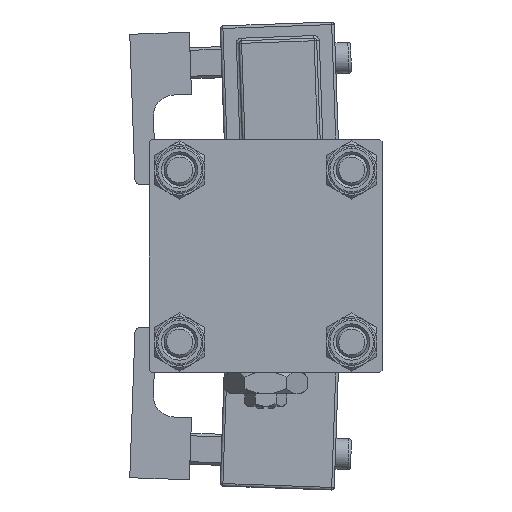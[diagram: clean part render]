
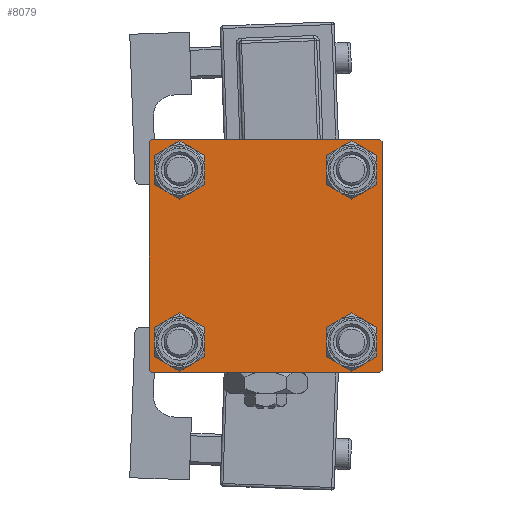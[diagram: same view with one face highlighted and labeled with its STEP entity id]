
A CAD part, left-side view. The second image highlights one B-rep face of the part: STEP entity #8079.
In plain terms, the highlighted planar face has unit normal (-1, 0, 0).
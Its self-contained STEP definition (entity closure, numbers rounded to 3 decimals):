
#520 = DIRECTION ( 'NONE',  ( 0., 0., 1. ) ) ;
#834 = CIRCLE ( 'NONE', #27720, 3.5 ) ;
#2586 = DIRECTION ( 'NONE',  ( 1., 0., 0. ) ) ;
#3328 = LINE ( 'NONE', #21068, #8022 ) ;
#3375 = VECTOR ( 'NONE', #3635, 1000. ) ;
#3514 = VERTEX_POINT ( 'NONE', #12759 ) ;
#3635 = DIRECTION ( 'NONE',  ( 0., -1., 0. ) ) ;
#4296 = AXIS2_PLACEMENT_3D ( 'NONE', #38155, #28302, #46299 ) ;
#4810 = FACE_BOUND ( 'NONE', #29826, .T. ) ;
#4881 = DIRECTION ( 'NONE',  ( 0., 0., 1. ) ) ;
#5066 = EDGE_CURVE ( 'NONE', #47797, #55433, #5313, .T. ) ;
#5077 = EDGE_CURVE ( 'NONE', #14375, #22858, #45211, .T. ) ;
#5313 = CIRCLE ( 'NONE', #12723, 3.5 ) ;
#5372 = FACE_BOUND ( 'NONE', #10288, .T. ) ;
#5449 = DIRECTION ( 'NONE',  ( 0., 0., -1. ) ) ;
#5782 = EDGE_LOOP ( 'NONE', ( #47375, #44130, #12785, #45902, #21060, #48545, #56696, #53775 ) ) ;
#5977 = VERTEX_POINT ( 'NONE', #28476 ) ;
#6014 = DIRECTION ( 'NONE',  ( 1., 0., 0. ) ) ;
#6504 = EDGE_CURVE ( 'NONE', #23050, #41794, #24881, .T. ) ;
#6744 = CIRCLE ( 'NONE', #7637, 3.5 ) ;
#7031 = VERTEX_POINT ( 'NONE', #25534 ) ;
#7311 = EDGE_CURVE ( 'NONE', #38085, #7031, #9493, .T. ) ;
#7515 = EDGE_CURVE ( 'NONE', #3514, #5977, #834, .T. ) ;
#7637 = AXIS2_PLACEMENT_3D ( 'NONE', #11581, #2586, #46462 ) ;
#7682 = CARTESIAN_POINT ( 'NONE',  ( 0., 16.6, 13.1 ) ) ;
#8022 = VECTOR ( 'NONE', #25720, 1000. ) ;
#8079 = ADVANCED_FACE ( 'NONE', ( #8589, #17597, #5372, #4810, #40799 ), #40231, .T. ) ;
#8111 = ORIENTED_EDGE ( 'NONE', *, *, #21439, .T. ) ;
#8275 = DIRECTION ( 'NONE',  ( 0., -0.707, 0.707 ) ) ;
#8589 = FACE_BOUND ( 'NONE', #32167, .T. ) ;
#8649 = LINE ( 'NONE', #17364, #20129 ) ;
#8853 = VECTOR ( 'NONE', #25685, 1000. ) ;
#9196 = CARTESIAN_POINT ( 'NONE',  ( 0., -22., 22.5 ) ) ;
#9228 = AXIS2_PLACEMENT_3D ( 'NONE', #26322, #35314, #22803 ) ;
#9246 = CARTESIAN_POINT ( 'NONE',  ( 0., 16.6, -16.6 ) ) ;
#9367 = CARTESIAN_POINT ( 'NONE',  ( 0., 16.6, -20.1 ) ) ;
#9493 = LINE ( 'NONE', #35921, #37004 ) ;
#9766 = VECTOR ( 'NONE', #8275, 1000. ) ;
#10288 = EDGE_LOOP ( 'NONE', ( #36612, #44485 ) ) ;
#11122 = ORIENTED_EDGE ( 'NONE', *, *, #6504, .T. ) ;
#11494 = CARTESIAN_POINT ( 'NONE',  ( 0., -22.5, -22. ) ) ;
#11581 = CARTESIAN_POINT ( 'NONE',  ( 0., 16.6, -16.6 ) ) ;
#11707 = CIRCLE ( 'NONE', #4296, 3.5 ) ;
#11772 = VERTEX_POINT ( 'NONE', #38103 ) ;
#12586 = CIRCLE ( 'NONE', #45074, 3.5 ) ;
#12723 = AXIS2_PLACEMENT_3D ( 'NONE', #41161, #37111, #520 ) ;
#12759 = CARTESIAN_POINT ( 'NONE',  ( 0., -16.6, -20.1 ) ) ;
#12785 = ORIENTED_EDGE ( 'NONE', *, *, #57190, .T. ) ;
#12976 = DIRECTION ( 'NONE',  ( 1., 0., 0. ) ) ;
#13664 = ORIENTED_EDGE ( 'NONE', *, *, #7515, .T. ) ;
#14375 = VERTEX_POINT ( 'NONE', #9367 ) ;
#16960 = DIRECTION ( 'NONE',  ( 1., 0., 0. ) ) ;
#16963 = LINE ( 'NONE', #34387, #8853 ) ;
#17364 = CARTESIAN_POINT ( 'NONE',  ( 0., -22.5, 22.5 ) ) ;
#17597 = FACE_BOUND ( 'NONE', #50491, .T. ) ;
#18557 = ORIENTED_EDGE ( 'NONE', *, *, #29535, .T. ) ;
#18815 = LINE ( 'NONE', #23163, #39110 ) ;
#20129 = VECTOR ( 'NONE', #34203, 1000. ) ;
#20203 = DIRECTION ( 'NONE',  ( 1., 0., 0. ) ) ;
#20719 = DIRECTION ( 'NONE',  ( 1., 0., 0. ) ) ;
#21044 = DIRECTION ( 'NONE',  ( 0., 0., 1. ) ) ;
#21060 = ORIENTED_EDGE ( 'NONE', *, *, #57456, .F. ) ;
#21068 = CARTESIAN_POINT ( 'NONE',  ( 0., 22.5, 22.5 ) ) ;
#21439 = EDGE_CURVE ( 'NONE', #5977, #3514, #27298, .T. ) ;
#22355 = CARTESIAN_POINT ( 'NONE',  ( 0., -16.6, 13.1 ) ) ;
#22803 = DIRECTION ( 'NONE',  ( 0., 0., 1. ) ) ;
#22858 = VERTEX_POINT ( 'NONE', #54053 ) ;
#23050 = VERTEX_POINT ( 'NONE', #22355 ) ;
#23163 = CARTESIAN_POINT ( 'NONE',  ( 0., 22.5, 22.5 ) ) ;
#23563 = CARTESIAN_POINT ( 'NONE',  ( 0., 16.6, 20.1 ) ) ;
#24564 = VERTEX_POINT ( 'NONE', #11494 ) ;
#24881 = CIRCLE ( 'NONE', #48079, 3.5 ) ;
#24930 = EDGE_CURVE ( 'NONE', #41794, #23050, #12586, .T. ) ;
#25534 = CARTESIAN_POINT ( 'NONE',  ( 0., 22., -22.5 ) ) ;
#25685 = DIRECTION ( 'NONE',  ( 0., 0.707, 0.707 ) ) ;
#25720 = DIRECTION ( 'NONE',  ( 0., -1., 0. ) ) ;
#26322 = CARTESIAN_POINT ( 'NONE',  ( 0., 0., 0. ) ) ;
#27202 = VERTEX_POINT ( 'NONE', #50821 ) ;
#27298 = CIRCLE ( 'NONE', #34698, 3.5 ) ;
#27720 = AXIS2_PLACEMENT_3D ( 'NONE', #38198, #20203, #21044 ) ;
#28302 = DIRECTION ( 'NONE',  ( 1., 0., 0. ) ) ;
#28476 = CARTESIAN_POINT ( 'NONE',  ( 0., -16.6, -13.1 ) ) ;
#29002 = VERTEX_POINT ( 'NONE', #55420 ) ;
#29328 = EDGE_CURVE ( 'NONE', #29002, #54330, #3328, .T. ) ;
#29535 = EDGE_CURVE ( 'NONE', #55433, #47797, #11707, .T. ) ;
#29747 = CARTESIAN_POINT ( 'NONE',  ( 0., -16.6, 16.6 ) ) ;
#29826 = EDGE_LOOP ( 'NONE', ( #42933, #18557 ) ) ;
#30700 = CARTESIAN_POINT ( 'NONE',  ( 0., -16.6, 20.1 ) ) ;
#30710 = DIRECTION ( 'NONE',  ( 0., 0., 1. ) ) ;
#31123 = LINE ( 'NONE', #40396, #45039 ) ;
#31277 = DIRECTION ( 'NONE',  ( 0., -0.707, -0.707 ) ) ;
#32167 = EDGE_LOOP ( 'NONE', ( #53418, #11122 ) ) ;
#34071 = AXIS2_PLACEMENT_3D ( 'NONE', #9246, #6014, #4881 ) ;
#34203 = DIRECTION ( 'NONE',  ( 0., 0., -1. ) ) ;
#34387 = CARTESIAN_POINT ( 'NONE',  ( 0., -22.25, 22.25 ) ) ;
#34698 = AXIS2_PLACEMENT_3D ( 'NONE', #39700, #12976, #30710 ) ;
#35314 = DIRECTION ( 'NONE',  ( -1., 0., 0. ) ) ;
#35921 = CARTESIAN_POINT ( 'NONE',  ( 0., 22.25, -22.25 ) ) ;
#36612 = ORIENTED_EDGE ( 'NONE', *, *, #44860, .T. ) ;
#36627 = DIRECTION ( 'NONE',  ( 0., 0.707, -0.707 ) ) ;
#37004 = VECTOR ( 'NONE', #31277, 1000. ) ;
#37111 = DIRECTION ( 'NONE',  ( 1., 0., 0. ) ) ;
#38085 = VERTEX_POINT ( 'NONE', #53618 ) ;
#38103 = CARTESIAN_POINT ( 'NONE',  ( 0., -22., -22.5 ) ) ;
#38155 = CARTESIAN_POINT ( 'NONE',  ( 0., 16.6, 16.6 ) ) ;
#38198 = CARTESIAN_POINT ( 'NONE',  ( 0., -16.6, -16.6 ) ) ;
#38474 = CARTESIAN_POINT ( 'NONE',  ( 0., -22.25, -22.25 ) ) ;
#39006 = CARTESIAN_POINT ( 'NONE',  ( 0., -16.6, 16.6 ) ) ;
#39110 = VECTOR ( 'NONE', #5449, 1000. ) ;
#39212 = LINE ( 'NONE', #53143, #3375 ) ;
#39700 = CARTESIAN_POINT ( 'NONE',  ( 0., -16.6, -16.6 ) ) ;
#40231 = PLANE ( 'NONE',  #9228 ) ;
#40396 = CARTESIAN_POINT ( 'NONE',  ( 0., 22.25, 22.25 ) ) ;
#40799 = FACE_OUTER_BOUND ( 'NONE', #5782, .T. ) ;
#41161 = CARTESIAN_POINT ( 'NONE',  ( 0., 16.6, 16.6 ) ) ;
#41794 = VERTEX_POINT ( 'NONE', #30700 ) ;
#42933 = ORIENTED_EDGE ( 'NONE', *, *, #5066, .T. ) ;
#43384 = DIRECTION ( 'NONE',  ( 0., 0., 1. ) ) ;
#43792 = EDGE_CURVE ( 'NONE', #27202, #38085, #18815, .T. ) ;
#44130 = ORIENTED_EDGE ( 'NONE', *, *, #7311, .T. ) ;
#44485 = ORIENTED_EDGE ( 'NONE', *, *, #5077, .T. ) ;
#44860 = EDGE_CURVE ( 'NONE', #22858, #14375, #6744, .T. ) ;
#45006 = CARTESIAN_POINT ( 'NONE',  ( 0., -22.5, 22. ) ) ;
#45039 = VECTOR ( 'NONE', #36627, 1000. ) ;
#45074 = AXIS2_PLACEMENT_3D ( 'NONE', #39006, #20719, #47701 ) ;
#45211 = CIRCLE ( 'NONE', #34071, 3.5 ) ;
#45902 = ORIENTED_EDGE ( 'NONE', *, *, #50589, .T. ) ;
#46299 = DIRECTION ( 'NONE',  ( 0., 0., 1. ) ) ;
#46462 = DIRECTION ( 'NONE',  ( 0., 0., 1. ) ) ;
#47375 = ORIENTED_EDGE ( 'NONE', *, *, #43792, .T. ) ;
#47701 = DIRECTION ( 'NONE',  ( 0., 0., 1. ) ) ;
#47797 = VERTEX_POINT ( 'NONE', #23563 ) ;
#48079 = AXIS2_PLACEMENT_3D ( 'NONE', #29747, #16960, #43384 ) ;
#48545 = ORIENTED_EDGE ( 'NONE', *, *, #51100, .T. ) ;
#50491 = EDGE_LOOP ( 'NONE', ( #8111, #13664 ) ) ;
#50589 = EDGE_CURVE ( 'NONE', #11772, #24564, #56753, .T. ) ;
#50821 = CARTESIAN_POINT ( 'NONE',  ( 0., 22.5, 22. ) ) ;
#51100 = EDGE_CURVE ( 'NONE', #53484, #54330, #16963, .T. ) ;
#53143 = CARTESIAN_POINT ( 'NONE',  ( 0., 22.5, -22.5 ) ) ;
#53418 = ORIENTED_EDGE ( 'NONE', *, *, #24930, .T. ) ;
#53484 = VERTEX_POINT ( 'NONE', #45006 ) ;
#53618 = CARTESIAN_POINT ( 'NONE',  ( 0., 22.5, -22. ) ) ;
#53775 = ORIENTED_EDGE ( 'NONE', *, *, #54706, .T. ) ;
#54053 = CARTESIAN_POINT ( 'NONE',  ( 0., 16.6, -13.1 ) ) ;
#54330 = VERTEX_POINT ( 'NONE', #9196 ) ;
#54706 = EDGE_CURVE ( 'NONE', #29002, #27202, #31123, .T. ) ;
#55420 = CARTESIAN_POINT ( 'NONE',  ( 0., 22., 22.5 ) ) ;
#55433 = VERTEX_POINT ( 'NONE', #7682 ) ;
#56696 = ORIENTED_EDGE ( 'NONE', *, *, #29328, .F. ) ;
#56753 = LINE ( 'NONE', #38474, #9766 ) ;
#57190 = EDGE_CURVE ( 'NONE', #7031, #11772, #39212, .T. ) ;
#57456 = EDGE_CURVE ( 'NONE', #53484, #24564, #8649, .T. ) ;
